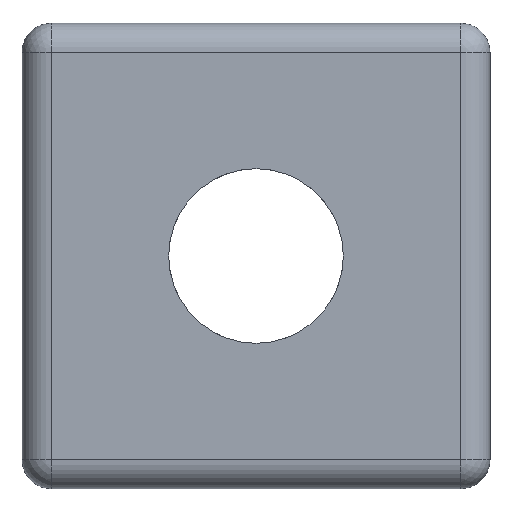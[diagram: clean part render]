
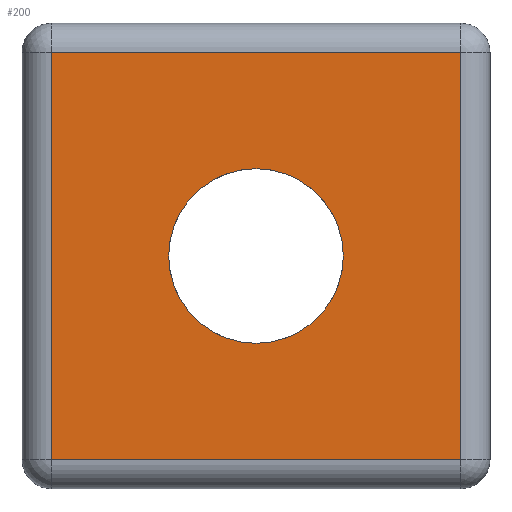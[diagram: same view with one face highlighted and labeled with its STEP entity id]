
A CAD part, front view. The second image highlights one B-rep face of the part: STEP entity #200.
In plain terms, the highlighted planar face has unit normal (0, -1, 0).
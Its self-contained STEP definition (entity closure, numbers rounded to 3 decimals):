
#16=FACE_BOUND('',#70,.T.);
#18=PLANE('',#238);
#25=LINE('',#345,#34);
#27=LINE('',#354,#36);
#29=LINE('',#360,#38);
#30=LINE('',#361,#39);
#34=VECTOR('',#272,10.);
#36=VECTOR('',#286,10.);
#38=VECTOR('',#292,10.);
#39=VECTOR('',#293,10.);
#54=FACE_OUTER_BOUND('',#69,.T.);
#69=EDGE_LOOP('',(#157,#158,#159,#160));
#70=EDGE_LOOP('',(#161));
#90=CIRCLE('',#239,2.25);
#102=VERTEX_POINT('',#342);
#103=VERTEX_POINT('',#344);
#104=VERTEX_POINT('',#353);
#106=VERTEX_POINT('',#359);
#107=VERTEX_POINT('',#362);
#117=EDGE_CURVE('',#102,#103,#25,.T.);
#122=EDGE_CURVE('',#103,#104,#27,.T.);
#125=EDGE_CURVE('',#106,#102,#29,.T.);
#126=EDGE_CURVE('',#104,#106,#30,.T.);
#127=EDGE_CURVE('',#107,#107,#90,.T.);
#157=ORIENTED_EDGE('',*,*,#117,.F.);
#158=ORIENTED_EDGE('',*,*,#125,.F.);
#159=ORIENTED_EDGE('',*,*,#126,.F.);
#160=ORIENTED_EDGE('',*,*,#122,.F.);
#161=ORIENTED_EDGE('',*,*,#127,.T.);
#200=ADVANCED_FACE('',(#54,#16),#18,.F.);
#238=AXIS2_PLACEMENT_3D('',#358,#290,#291);
#239=AXIS2_PLACEMENT_3D('',#363,#294,#295);
#272=DIRECTION('',(1.,0.,0.));
#286=DIRECTION('',(0.,0.,-1.));
#290=DIRECTION('center_axis',(0.,1.,0.));
#291=DIRECTION('ref_axis',(-1.,0.,0.));
#292=DIRECTION('',(0.,0.,1.));
#293=DIRECTION('',(-1.,0.,0.));
#294=DIRECTION('center_axis',(0.,1.,0.));
#295=DIRECTION('ref_axis',(1.,0.,0.));
#342=CARTESIAN_POINT('',(100.974,115.843,-150.864));
#344=CARTESIAN_POINT('',(111.538,115.843,-150.864));
#345=CARTESIAN_POINT('',(109.305,115.843,-150.864));
#353=CARTESIAN_POINT('',(111.538,115.843,-161.364));
#354=CARTESIAN_POINT('',(111.538,115.843,-162.114));
#358=CARTESIAN_POINT('Origin',(112.355,115.843,-162.114));
#359=CARTESIAN_POINT('',(100.974,115.843,-161.364));
#360=CARTESIAN_POINT('',(100.974,115.843,-162.114));
#361=CARTESIAN_POINT('',(109.305,115.843,-161.364));
#362=CARTESIAN_POINT('',(104.006,115.843,-156.114));
#363=CARTESIAN_POINT('Origin',(106.256,115.843,-156.114));
